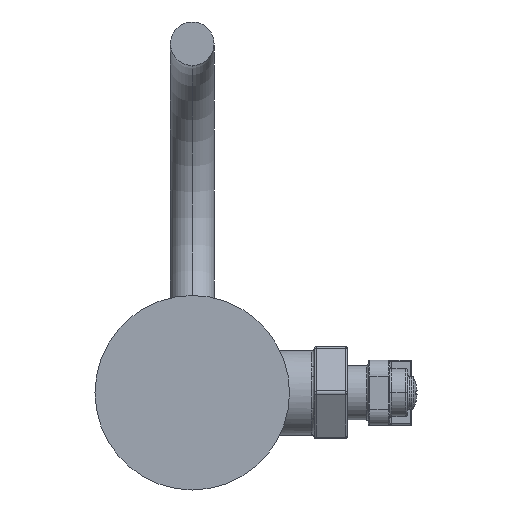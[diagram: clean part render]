
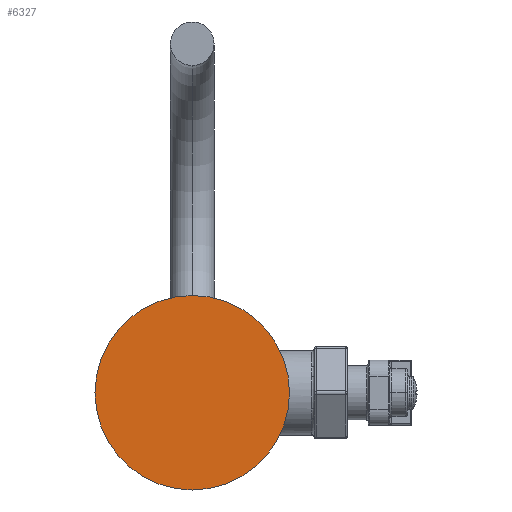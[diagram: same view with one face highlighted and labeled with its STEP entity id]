
A CAD part, front view. The second image highlights one B-rep face of the part: STEP entity #6327.
In plain terms, the highlighted planar face has unit normal (0, -1, 0).
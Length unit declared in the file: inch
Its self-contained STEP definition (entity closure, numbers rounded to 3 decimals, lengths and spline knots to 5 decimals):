
#109=CARTESIAN_POINT('',(0.,0.,0.));
#110=DIRECTION('',(0.,1.,0.));
#111=DIRECTION('',(1.,0.,0.));
#112=AXIS2_PLACEMENT_3D('',#109,#110,#111);
#123=CARTESIAN_POINT('',(0.,0.,0.));
#124=DIRECTION('',(0.,1.,0.));
#125=DIRECTION('',(-1.,0.,0.));
#126=AXIS2_PLACEMENT_3D('',#123,#124,#125);
#5397=CARTESIAN_POINT('',(1.115,0.,0.));
#5398=CARTESIAN_POINT('',(-1.115,0.,0.));
#5399=VERTEX_POINT('',#5397);
#5400=VERTEX_POINT('',#5398);
#6317=CARTESIAN_POINT('',(0.,0.,0.));
#6318=DIRECTION('',(0.,1.,0.));
#6319=DIRECTION('',(1.,0.,0.));
#6320=AXIS2_PLACEMENT_3D('',#6317,#6318,#6319);
#6321=PLANE('',#6320);
#6322=ORIENTED_EDGE('',*,*,#6307,.T.);
#6324=ORIENTED_EDGE('',*,*,#6323,.T.);
#6325=EDGE_LOOP('',(#6322,#6324));
#6326=FACE_OUTER_BOUND('',#6325,.F.);
#6327=ADVANCED_FACE('',(#6326),#6321,.F.);
#113=CIRCLE('',#112,1.115);
#127=CIRCLE('',#126,1.115);
#6307=EDGE_CURVE('',#5399,#5400,#113,.T.);
#6323=EDGE_CURVE('',#5400,#5399,#127,.T.);
